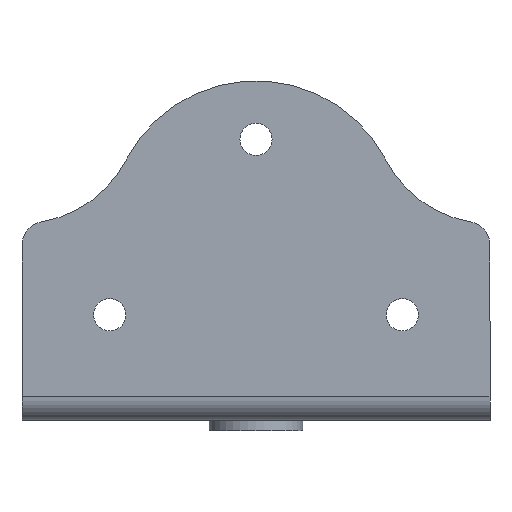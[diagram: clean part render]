
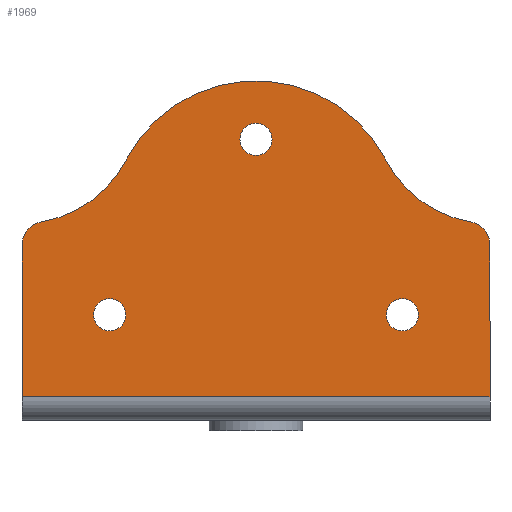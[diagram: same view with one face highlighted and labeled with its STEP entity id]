
A CAD part, front view. The second image highlights one B-rep face of the part: STEP entity #1969.
In plain terms, the highlighted planar face has unit normal (0, -1, 0).
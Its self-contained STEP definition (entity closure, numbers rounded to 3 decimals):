
#100=FACE_BOUND('',#291,.T.);
#101=FACE_BOUND('',#292,.T.);
#102=FACE_BOUND('',#293,.T.);
#110=PLANE('',#2173);
#159=FACE_OUTER_BOUND('',#290,.T.);
#290=EDGE_LOOP('',(#1340,#1341,#1342,#1343,#1344,#1345,#1346,#1347));
#291=EDGE_LOOP('',(#1348,#1349));
#292=EDGE_LOOP('',(#1350,#1351));
#293=EDGE_LOOP('',(#1352,#1353));
#425=LINE('',#3039,#562);
#430=LINE('',#3055,#567);
#431=LINE('',#3056,#568);
#562=VECTOR('',#2427,10.);
#567=VECTOR('',#2446,10.);
#568=VECTOR('',#2447,10.);
#693=CIRCLE('',#2154,4.);
#695=CIRCLE('',#2157,20.);
#703=CIRCLE('',#2168,4.);
#704=CIRCLE('',#2170,20.);
#705=CIRCLE('',#2172,25.);
#706=CIRCLE('',#2174,2.75);
#707=CIRCLE('',#2175,2.75);
#708=CIRCLE('',#2176,2.75);
#709=CIRCLE('',#2177,2.75);
#710=CIRCLE('',#2178,2.75);
#711=CIRCLE('',#2179,2.75);
#822=VERTEX_POINT('',#3005);
#823=VERTEX_POINT('',#3006);
#826=VERTEX_POINT('',#3014);
#836=VERTEX_POINT('',#3038);
#837=VERTEX_POINT('',#3042);
#838=VERTEX_POINT('',#3043);
#839=VERTEX_POINT('',#3048);
#840=VERTEX_POINT('',#3054);
#841=VERTEX_POINT('',#3057);
#842=VERTEX_POINT('',#3058);
#843=VERTEX_POINT('',#3061);
#844=VERTEX_POINT('',#3062);
#845=VERTEX_POINT('',#3065);
#846=VERTEX_POINT('',#3066);
#1002=EDGE_CURVE('',#822,#823,#693,.T.);
#1006=EDGE_CURVE('',#823,#826,#695,.T.);
#1018=EDGE_CURVE('',#822,#836,#425,.T.);
#1020=EDGE_CURVE('',#837,#838,#703,.T.);
#1023=EDGE_CURVE('',#839,#837,#704,.T.);
#1025=EDGE_CURVE('',#826,#839,#705,.T.);
#1026=EDGE_CURVE('',#840,#838,#430,.T.);
#1027=EDGE_CURVE('',#840,#836,#431,.T.);
#1028=EDGE_CURVE('',#841,#842,#706,.T.);
#1029=EDGE_CURVE('',#842,#841,#707,.T.);
#1030=EDGE_CURVE('',#843,#844,#708,.T.);
#1031=EDGE_CURVE('',#844,#843,#709,.T.);
#1032=EDGE_CURVE('',#845,#846,#710,.T.);
#1033=EDGE_CURVE('',#846,#845,#711,.T.);
#1340=ORIENTED_EDGE('',*,*,#1025,.T.);
#1341=ORIENTED_EDGE('',*,*,#1023,.T.);
#1342=ORIENTED_EDGE('',*,*,#1020,.T.);
#1343=ORIENTED_EDGE('',*,*,#1026,.F.);
#1344=ORIENTED_EDGE('',*,*,#1027,.T.);
#1345=ORIENTED_EDGE('',*,*,#1018,.F.);
#1346=ORIENTED_EDGE('',*,*,#1002,.T.);
#1347=ORIENTED_EDGE('',*,*,#1006,.T.);
#1348=ORIENTED_EDGE('',*,*,#1028,.T.);
#1349=ORIENTED_EDGE('',*,*,#1029,.T.);
#1350=ORIENTED_EDGE('',*,*,#1030,.T.);
#1351=ORIENTED_EDGE('',*,*,#1031,.T.);
#1352=ORIENTED_EDGE('',*,*,#1032,.T.);
#1353=ORIENTED_EDGE('',*,*,#1033,.T.);
#1969=ADVANCED_FACE('',(#159,#100,#101,#102),#110,.F.);
#2154=AXIS2_PLACEMENT_3D('',#3007,#2395,#2396);
#2157=AXIS2_PLACEMENT_3D('',#3015,#2403,#2404);
#2168=AXIS2_PLACEMENT_3D('',#3044,#2431,#2432);
#2170=AXIS2_PLACEMENT_3D('',#3049,#2437,#2438);
#2172=AXIS2_PLACEMENT_3D('',#3052,#2442,#2443);
#2173=AXIS2_PLACEMENT_3D('',#3053,#2444,#2445);
#2174=AXIS2_PLACEMENT_3D('',#3059,#2448,#2449);
#2175=AXIS2_PLACEMENT_3D('',#3060,#2450,#2451);
#2176=AXIS2_PLACEMENT_3D('',#3063,#2452,#2453);
#2177=AXIS2_PLACEMENT_3D('',#3064,#2454,#2455);
#2178=AXIS2_PLACEMENT_3D('',#3067,#2456,#2457);
#2179=AXIS2_PLACEMENT_3D('',#3068,#2458,#2459);
#2395=DIRECTION('center_axis',(0.,-1.,0.));
#2396=DIRECTION('ref_axis',(0.167,0.,0.986));
#2403=DIRECTION('center_axis',(0.,1.,0.));
#2404=DIRECTION('ref_axis',(0.167,0.,0.986));
#2427=DIRECTION('',(0.,0.,1.));
#2431=DIRECTION('center_axis',(0.,-1.,0.));
#2432=DIRECTION('ref_axis',(-0.167,0.,0.986));
#2437=DIRECTION('center_axis',(0.,1.,0.));
#2438=DIRECTION('ref_axis',(-0.167,0.,0.986));
#2442=DIRECTION('center_axis',(0.,-1.,0.));
#2443=DIRECTION('ref_axis',(0.,0.,1.));
#2444=DIRECTION('center_axis',(0.,1.,0.));
#2445=DIRECTION('ref_axis',(0.,0.,1.));
#2446=DIRECTION('',(0.,0.,-1.));
#2447=DIRECTION('',(-1.,0.,0.));
#2448=DIRECTION('center_axis',(0.,1.,0.));
#2449=DIRECTION('ref_axis',(1.,0.,0.));
#2450=DIRECTION('center_axis',(0.,1.,0.));
#2451=DIRECTION('ref_axis',(1.,0.,0.));
#2452=DIRECTION('center_axis',(0.,1.,0.));
#2453=DIRECTION('ref_axis',(1.,0.,0.));
#2454=DIRECTION('center_axis',(0.,1.,0.));
#2455=DIRECTION('ref_axis',(1.,0.,0.));
#2456=DIRECTION('center_axis',(0.,1.,0.));
#2457=DIRECTION('ref_axis',(1.,0.,0.));
#2458=DIRECTION('center_axis',(0.,1.,0.));
#2459=DIRECTION('ref_axis',(1.,0.,0.));
#3005=CARTESIAN_POINT('',(-40.,0.,-0.951));
#3006=CARTESIAN_POINT('',(-36.667,0.,-4.895));
#3007=CARTESIAN_POINT('Origin',(-36.,0.,-0.951));
#3014=CARTESIAN_POINT('',(-22.222,0.,-15.453));
#3015=CARTESIAN_POINT('Origin',(-40.,0.,-24.616));
#3038=CARTESIAN_POINT('',(-40.,0.,25.));
#3039=CARTESIAN_POINT('',(-40.,0.,-29.));
#3042=CARTESIAN_POINT('',(36.667,0.,-4.895));
#3043=CARTESIAN_POINT('',(40.,0.,-0.951));
#3044=CARTESIAN_POINT('Origin',(36.,0.,-0.951));
#3048=CARTESIAN_POINT('',(22.222,0.,-15.453));
#3049=CARTESIAN_POINT('Origin',(40.,0.,-24.616));
#3052=CARTESIAN_POINT('Origin',(0.,0.,-4.));
#3053=CARTESIAN_POINT('Origin',(0.,0.,0.));
#3054=CARTESIAN_POINT('',(40.,0.,25.));
#3055=CARTESIAN_POINT('',(40.,0.,29.));
#3056=CARTESIAN_POINT('',(-20.,0.,25.));
#3057=CARTESIAN_POINT('',(27.75,0.,11.));
#3058=CARTESIAN_POINT('',(22.25,0.,11.));
#3059=CARTESIAN_POINT('Origin',(25.,0.,11.));
#3060=CARTESIAN_POINT('Origin',(25.,0.,11.));
#3061=CARTESIAN_POINT('',(-22.25,0.,11.));
#3062=CARTESIAN_POINT('',(-27.75,0.,11.));
#3063=CARTESIAN_POINT('Origin',(-25.,0.,11.));
#3064=CARTESIAN_POINT('Origin',(-25.,0.,11.));
#3065=CARTESIAN_POINT('',(2.75,0.,-19.));
#3066=CARTESIAN_POINT('',(-2.75,0.,-19.));
#3067=CARTESIAN_POINT('Origin',(0.,0.,-19.));
#3068=CARTESIAN_POINT('Origin',(0.,0.,-19.));
